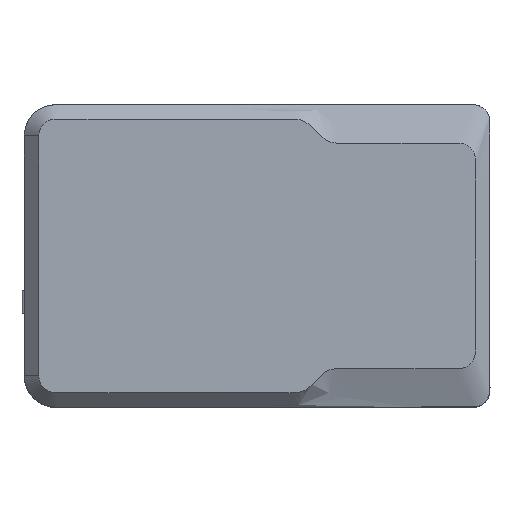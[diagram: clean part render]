
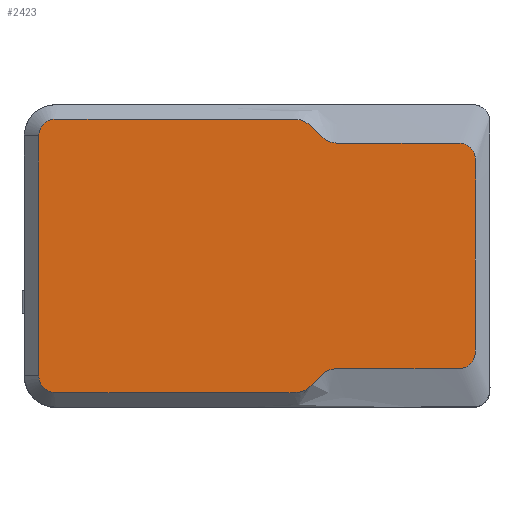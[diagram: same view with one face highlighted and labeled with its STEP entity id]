
A CAD part, top view. The second image highlights one B-rep face of the part: STEP entity #2423.
In plain terms, the highlighted planar face has unit normal (0, 0, 1).
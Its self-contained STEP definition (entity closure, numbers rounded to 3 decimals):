
#1480=PLANE('',#20907);
#2423=ADVANCED_FACE('',(#3619),#1480,.T.);
#3619=FACE_OUTER_BOUND('',#4887,.T.);
#4887=EDGE_LOOP('',(#9220,#9221));
#9220=ORIENTED_EDGE('',*,*,#16014,.T.);
#9221=ORIENTED_EDGE('',*,*,#16013,.T.);
#13329=VERTEX_POINT('',#30264);
#13330=VERTEX_POINT('',#30267);
#16013=EDGE_CURVE('',#13329,#13330,#19112,.T.);
#16014=EDGE_CURVE('',#13330,#13329,#19113,.T.);
#19112=B_SPLINE_CURVE_WITH_KNOTS('',1,(#30268,#30269),.UNSPECIFIED.,.F.,
 .F.,(2,2),(0.,1.),.UNSPECIFIED.);
#19113=B_SPLINE_CURVE_WITH_KNOTS('',3,(#30271,#30272,#30273,#30274,#30275,
#30276,#30277,#30278,#30279,#30280,#30281,#30282,#30283,#30284,#30285,#30286,
#30287,#30288,#30289,#30290,#30291,#30292,#30293,#30294,#30295,#30296,#30297,
#30298,#30299,#30300,#30301,#30302,#30303,#30304,#30305,#30306,#30307,#30308,
#30309,#30310,#30311,#30312,#30313,#30314,#30315,#30316,#30317,#30318,#30319,
#30320,#30321,#30322,#30323,#30324,#30325,#30326,#30327,#30328,#30329,#30330,
#30331,#30332,#30333,#30334,#30335,#30336,#30337,#30338,#30339,#30340),
 .UNSPECIFIED.,.F.,.F.,(4,2,2,2,1,1,1,1,1,1,2,2,2,2,2,1,1,1,1,1,1,2,1,1,
1,1,1,1,2,1,1,1,1,1,1,2,2,2,2,2,1,1,1,1,1,1,2,2,2,4),(0.,0.008,
0.016,0.024,0.028,0.032,
0.036,0.228,0.231,0.233,
0.236,0.242,0.253,0.264,
0.269,0.272,0.275,0.277,
0.375,0.381,0.386,0.392,
0.397,0.403,0.409,0.591,
0.597,0.603,0.608,0.614,
0.619,0.625,0.723,0.725,
0.728,0.731,0.736,0.747,
0.758,0.764,0.767,0.769,
0.772,0.964,0.968,0.972,
0.976,0.984,0.992,1.),.UNSPECIFIED.);
#20907=AXIS2_PLACEMENT_3D('',#30481,#22571,#22572);
#22571=DIRECTION('',(0.,0.,1.));
#22572=DIRECTION('',(1.,0.,0.));
#30264=CARTESIAN_POINT('',(-44.992,25.,27.456));
#30267=CARTESIAN_POINT('',(-44.992,-25.012,27.456));
#30268=CARTESIAN_POINT('',(-44.992,25.,27.456));
#30269=CARTESIAN_POINT('',(-44.992,-25.012,27.456));
#30271=CARTESIAN_POINT('',(-44.992,-25.012,27.456));
#30272=CARTESIAN_POINT('',(-44.992,-25.471,27.456));
#30273=CARTESIAN_POINT('',(-44.901,-25.928,27.456));
#30274=CARTESIAN_POINT('',(-44.55,-26.775,27.456));
#30275=CARTESIAN_POINT('',(-44.291,-27.163,27.456));
#30276=CARTESIAN_POINT('',(-43.643,-27.811,27.456));
#30277=CARTESIAN_POINT('',(-43.253,-28.071,27.456));
#30278=CARTESIAN_POINT('',(-42.623,-28.333,27.456));
#30279=CARTESIAN_POINT('',(-42.159,-28.472,27.456));
#30280=CARTESIAN_POINT('',(-41.556,-28.521,27.456));
#30281=CARTESIAN_POINT('',(-24.94,-28.506,27.456));
#30282=CARTESIAN_POINT('',(-8.595,-28.515,27.456));
#30283=CARTESIAN_POINT('',(7.707,-28.512,27.456));
#30284=CARTESIAN_POINT('',(8.451,-28.512,27.456));
#30285=CARTESIAN_POINT('',(8.932,-28.464,27.456));
#30286=CARTESIAN_POINT('',(9.652,-28.337,27.456));
#30287=CARTESIAN_POINT('',(10.114,-28.169,27.456));
#30288=CARTESIAN_POINT('',(11.384,-27.439,27.456));
#30289=CARTESIAN_POINT('',(12.056,-26.714,27.456));
#30290=CARTESIAN_POINT('',(13.391,-25.311,27.456));
#30291=CARTESIAN_POINT('',(14.064,-24.586,27.456));
#30292=CARTESIAN_POINT('',(15.334,-23.855,27.456));
#30293=CARTESIAN_POINT('',(15.796,-23.687,27.456));
#30294=CARTESIAN_POINT('',(16.516,-23.56,27.456));
#30295=CARTESIAN_POINT('',(16.994,-23.513,27.456));
#30296=CARTESIAN_POINT('',(17.749,-23.512,27.456));
#30297=CARTESIAN_POINT('',(25.747,-23.522,27.456));
#30298=CARTESIAN_POINT('',(34.043,-23.488,27.456));
#30299=CARTESIAN_POINT('',(42.482,-23.547,27.456));
#30300=CARTESIAN_POINT('',(43.879,-23.347,27.456));
#30301=CARTESIAN_POINT('',(44.651,-22.809,27.456));
#30302=CARTESIAN_POINT('',(45.296,-22.161,27.456));
#30303=CARTESIAN_POINT('',(45.835,-21.402,27.456));
#30304=CARTESIAN_POINT('',(46.034,-19.962,27.456));
#30305=CARTESIAN_POINT('',(45.984,-6.728,27.456));
#30306=CARTESIAN_POINT('',(45.984,6.716,27.456));
#30307=CARTESIAN_POINT('',(46.034,19.949,27.456));
#30308=CARTESIAN_POINT('',(45.835,21.389,27.456));
#30309=CARTESIAN_POINT('',(45.296,22.149,27.456));
#30310=CARTESIAN_POINT('',(44.651,22.797,27.456));
#30311=CARTESIAN_POINT('',(43.879,23.335,27.456));
#30312=CARTESIAN_POINT('',(42.482,23.535,27.456));
#30313=CARTESIAN_POINT('',(34.043,23.475,27.456));
#30314=CARTESIAN_POINT('',(25.747,23.509,27.456));
#30315=CARTESIAN_POINT('',(17.749,23.5,27.456));
#30316=CARTESIAN_POINT('',(16.994,23.5,27.456));
#30317=CARTESIAN_POINT('',(16.516,23.548,27.456));
#30318=CARTESIAN_POINT('',(15.796,23.675,27.456));
#30319=CARTESIAN_POINT('',(15.334,23.843,27.456));
#30320=CARTESIAN_POINT('',(14.064,24.574,27.456));
#30321=CARTESIAN_POINT('',(13.391,25.298,27.456));
#30322=CARTESIAN_POINT('',(12.056,26.702,27.456));
#30323=CARTESIAN_POINT('',(11.384,27.426,27.456));
#30324=CARTESIAN_POINT('',(10.114,28.157,27.456));
#30325=CARTESIAN_POINT('',(9.652,28.325,27.456));
#30326=CARTESIAN_POINT('',(8.932,28.452,27.456));
#30327=CARTESIAN_POINT('',(8.451,28.499,27.456));
#30328=CARTESIAN_POINT('',(7.707,28.5,27.456));
#30329=CARTESIAN_POINT('',(-8.594,28.502,27.456));
#30330=CARTESIAN_POINT('',(-24.941,28.494,27.456));
#30331=CARTESIAN_POINT('',(-41.556,28.508,27.456));
#30332=CARTESIAN_POINT('',(-42.159,28.459,27.456));
#30333=CARTESIAN_POINT('',(-42.623,28.321,27.456));
#30334=CARTESIAN_POINT('',(-43.253,28.059,27.456));
#30335=CARTESIAN_POINT('',(-43.643,27.799,27.456));
#30336=CARTESIAN_POINT('',(-44.291,27.151,27.456));
#30337=CARTESIAN_POINT('',(-44.55,26.763,27.456));
#30338=CARTESIAN_POINT('',(-44.901,25.916,27.456));
#30339=CARTESIAN_POINT('',(-44.992,25.458,27.456));
#30340=CARTESIAN_POINT('',(-44.992,25.,27.456));
#30481=CARTESIAN_POINT('',(0.59,0.847,27.456));
